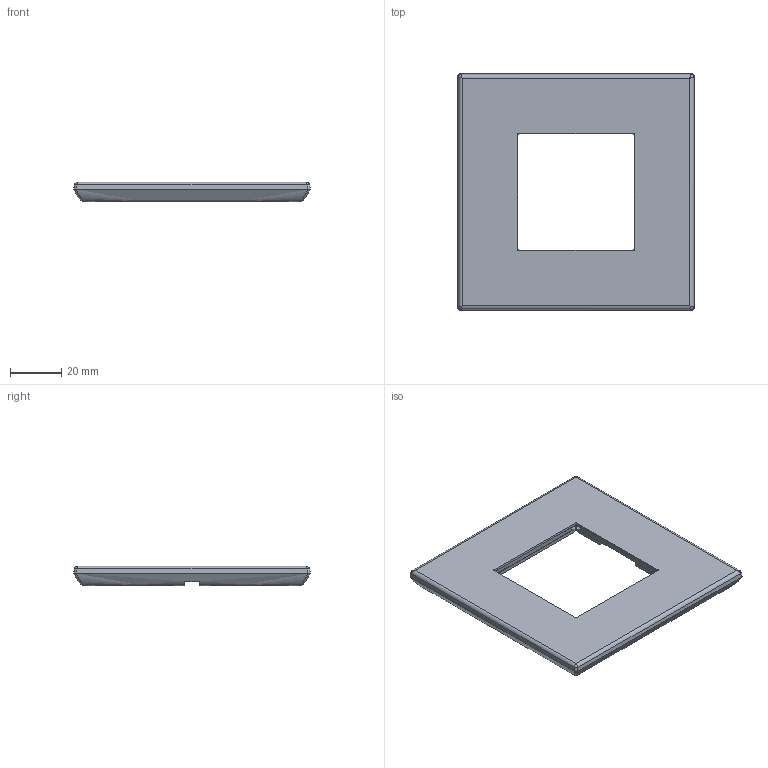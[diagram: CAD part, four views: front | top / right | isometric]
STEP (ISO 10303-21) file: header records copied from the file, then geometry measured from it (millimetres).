
FILE_DESCRIPTION(('CATIA V5 STEP Exchange','CAx-IF Rec.Pracs.--- Model Styling and Organization---1.5--- 2016-08-15','CAx-IF Rec.Pracs.---Supplemental Geometry---1.0---2011-11-01','CAx-IF Rec.Pracs.--- Composite Materials ---1.1---2010-07-15'),'2;1');
FILE_NAME('576060.stp','2022-10-27T14:35:59+00:00',('none'),('none'),'CATIA Version 5-6 Release 2020 SP3','CATIA V5 STEP AP214 v2','none');
FILE_SCHEMA(('AUTOMOTIVE_DESIGN { 1 0 10303 214 1 1 1 1 }'));
Length unit declared in the file: millimetre
Products named in the file (1): Part4
Bounding box: 92 x 92 x 7.7 mm (x, y, z)
Volume: 21947.5 mm3; surface area: 30100 mm2
Topology: 1 solids, 1 shells, 1260 faces, 3402 edges, 2162 vertices
Faces by surface type: plane 712, torus 192, cone 192, cylinder 84, extrusion 40, bspline 28, sphere 12
Entity records: 39483 total; most frequent: CARTESIAN_POINT 12030, ORIENTED_EDGE 6772, DIRECTION 3832, EDGE_CURVE 3386, VERTEX_POINT 2162, VECTOR 1516, LINE 1476, AXIS2_PLACEMENT_3D 1459
